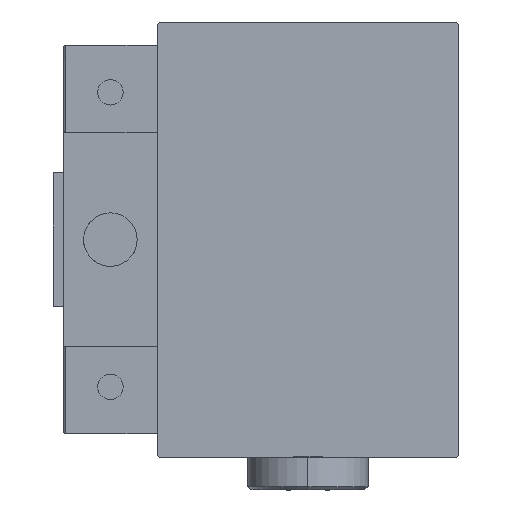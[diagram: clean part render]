
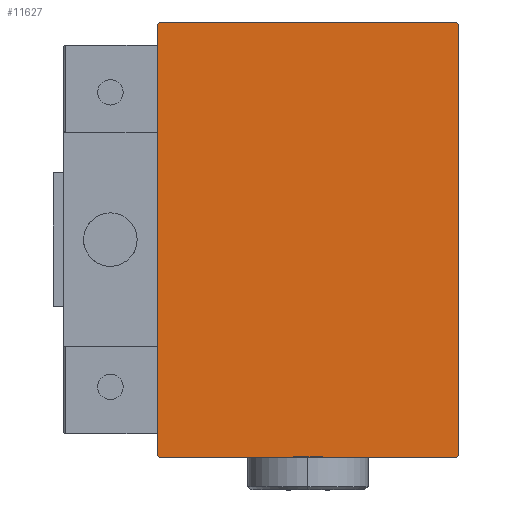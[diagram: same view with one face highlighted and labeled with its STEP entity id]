
A CAD part, left-side view. The second image highlights one B-rep face of the part: STEP entity #11627.
In plain terms, the highlighted face is planar.
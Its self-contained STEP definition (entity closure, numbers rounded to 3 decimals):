
#1482 = VECTOR ( 'NONE', #41928, 1000. ) ;
#2007 = LINE ( 'NONE', #2780, #8424 ) ;
#2621 = EDGE_CURVE ( 'NONE', #20372, #41028, #5830, .T. ) ;
#2771 = CARTESIAN_POINT ( 'NONE',  ( 130., 0., 0. ) ) ;
#2780 = CARTESIAN_POINT ( 'NONE',  ( 130., 27.35, -27.35 ) ) ;
#3608 = LINE ( 'NONE', #42154, #25429 ) ;
#4257 = EDGE_CURVE ( 'NONE', #23174, #39758, #14569, .T. ) ;
#4334 = CARTESIAN_POINT ( 'NONE',  ( 130., 22.2, 32.5 ) ) ;
#5074 = CARTESIAN_POINT ( 'NONE',  ( 130., 22.5, 32.5 ) ) ;
#5080 = ORIENTED_EDGE ( 'NONE', *, *, #27608, .T. ) ;
#5225 = VERTEX_POINT ( 'NONE', #9221 ) ;
#5535 = DIRECTION ( 'NONE',  ( 0., -0.707, 0.707 ) ) ;
#5830 = LINE ( 'NONE', #5074, #18065 ) ;
#5885 = CARTESIAN_POINT ( 'NONE',  ( 130., -22.2, -32.5 ) ) ;
#6667 = DIRECTION ( 'NONE',  ( 1., 0., 0. ) ) ;
#6947 = DIRECTION ( 'NONE',  ( 0., 0.707, 0.707 ) ) ;
#6991 = DIRECTION ( 'NONE',  ( 0., -0.707, -0.707 ) ) ;
#7442 = ORIENTED_EDGE ( 'NONE', *, *, #11139, .T. ) ;
#8174 = EDGE_LOOP ( 'NONE', ( #9727, #5080, #7442, #16208, #10398, #20648, #29766, #35221 ) ) ;
#8424 = VECTOR ( 'NONE', #6947, 1000. ) ;
#8623 = LINE ( 'NONE', #33316, #31722 ) ;
#8735 = CARTESIAN_POINT ( 'NONE',  ( 130., 22.5, -32.2 ) ) ;
#9221 = CARTESIAN_POINT ( 'NONE',  ( 130., 22.2, -32.5 ) ) ;
#9698 = LINE ( 'NONE', #45643, #24531 ) ;
#9727 = ORIENTED_EDGE ( 'NONE', *, *, #23182, .T. ) ;
#10181 = CARTESIAN_POINT ( 'NONE',  ( 130., -22.5, -32.2 ) ) ;
#10398 = ORIENTED_EDGE ( 'NONE', *, *, #2621, .T. ) ;
#11139 = EDGE_CURVE ( 'NONE', #13528, #12452, #8623, .T. ) ;
#11627 = ADVANCED_FACE ( 'NONE', ( #49648 ), #26726, .T. ) ;
#12452 = VERTEX_POINT ( 'NONE', #49410 ) ;
#13528 = VERTEX_POINT ( 'NONE', #8735 ) ;
#13541 = DIRECTION ( 'NONE',  ( 0., 0., 1. ) ) ;
#14569 = LINE ( 'NONE', #41409, #1482 ) ;
#16208 = ORIENTED_EDGE ( 'NONE', *, *, #40369, .T. ) ;
#17055 = DIRECTION ( 'NONE',  ( 0., -1., 0. ) ) ;
#17415 = EDGE_CURVE ( 'NONE', #41028, #50840, #3608, .T. ) ;
#18065 = VECTOR ( 'NONE', #17055, 1000. ) ;
#18245 = CARTESIAN_POINT ( 'NONE',  ( 130., -22.5, -32.5 ) ) ;
#18669 = LINE ( 'NONE', #34551, #42264 ) ;
#19979 = CARTESIAN_POINT ( 'NONE',  ( 130., -22.2, 32.5 ) ) ;
#20372 = VERTEX_POINT ( 'NONE', #4334 ) ;
#20648 = ORIENTED_EDGE ( 'NONE', *, *, #17415, .T. ) ;
#21634 = LINE ( 'NONE', #18245, #37371 ) ;
#22548 = DIRECTION ( 'NONE',  ( 0., 0., -1. ) ) ;
#23174 = VERTEX_POINT ( 'NONE', #10181 ) ;
#23182 = EDGE_CURVE ( 'NONE', #39758, #5225, #21634, .T. ) ;
#23858 = DIRECTION ( 'NONE',  ( 0., 0., -1. ) ) ;
#24531 = VECTOR ( 'NONE', #5535, 1000. ) ;
#25429 = VECTOR ( 'NONE', #6991, 1000. ) ;
#26726 = PLANE ( 'NONE',  #44201 ) ;
#27608 = EDGE_CURVE ( 'NONE', #5225, #13528, #2007, .T. ) ;
#29766 = ORIENTED_EDGE ( 'NONE', *, *, #48659, .T. ) ;
#31722 = VECTOR ( 'NONE', #13541, 1000. ) ;
#33316 = CARTESIAN_POINT ( 'NONE',  ( 130., 22.5, -32.5 ) ) ;
#34551 = CARTESIAN_POINT ( 'NONE',  ( 130., -22.5, 32.5 ) ) ;
#35133 = CARTESIAN_POINT ( 'NONE',  ( 130., -22.5, 32.2 ) ) ;
#35221 = ORIENTED_EDGE ( 'NONE', *, *, #4257, .T. ) ;
#37371 = VECTOR ( 'NONE', #49509, 1000. ) ;
#39758 = VERTEX_POINT ( 'NONE', #5885 ) ;
#40369 = EDGE_CURVE ( 'NONE', #12452, #20372, #9698, .T. ) ;
#41028 = VERTEX_POINT ( 'NONE', #19979 ) ;
#41409 = CARTESIAN_POINT ( 'NONE',  ( 130., -27.35, -27.35 ) ) ;
#41928 = DIRECTION ( 'NONE',  ( 0., 0.707, -0.707 ) ) ;
#42154 = CARTESIAN_POINT ( 'NONE',  ( 130., -27.35, 27.35 ) ) ;
#42264 = VECTOR ( 'NONE', #23858, 1000. ) ;
#44201 = AXIS2_PLACEMENT_3D ( 'NONE', #2771, #6667, #22548 ) ;
#45643 = CARTESIAN_POINT ( 'NONE',  ( 130., 27.35, 27.35 ) ) ;
#48659 = EDGE_CURVE ( 'NONE', #50840, #23174, #18669, .T. ) ;
#49410 = CARTESIAN_POINT ( 'NONE',  ( 130., 22.5, 32.2 ) ) ;
#49509 = DIRECTION ( 'NONE',  ( 0., 1., 0. ) ) ;
#49648 = FACE_OUTER_BOUND ( 'NONE', #8174, .T. ) ;
#50840 = VERTEX_POINT ( 'NONE', #35133 ) ;
